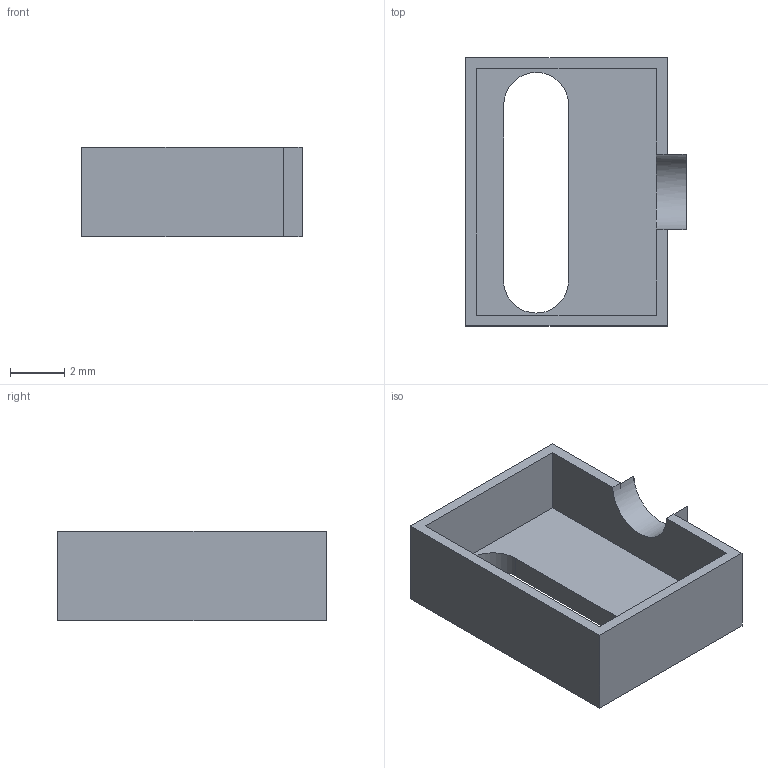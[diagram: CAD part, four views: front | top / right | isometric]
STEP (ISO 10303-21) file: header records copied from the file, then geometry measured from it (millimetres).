
FILE_DESCRIPTION(('FreeCAD Model'),'2;1');
FILE_NAME('Open CASCADE Shape Model','2025-07-19T17:19:52',(''),(''), 'Open CASCADE STEP processor 7.8','FreeCAD','Unknown');
FILE_SCHEMA(('AUTOMOTIVE_DESIGN { 1 0 10303 214 1 1 1 1 }'));
Length unit declared in the file: millimetre
Products named in the file (1): Pocket001
Bounding box: 8.15 x 9.92 x 3.3 mm (x, y, z)
Volume: 79.2 mm3; surface area: 321.4 mm2
Topology: 1 solids, 1 shells, 20 faces, 55 edges, 37 vertices
Faces by surface type: plane 17, cylinder 3
Entity records: 662 total; most frequent: CARTESIAN_POINT 113, ORIENTED_EDGE 110, DIRECTION 106, EDGE_CURVE 55, LINE 46, VECTOR 46, VERTEX_POINT 37, AXIS2_PLACEMENT_3D 30
